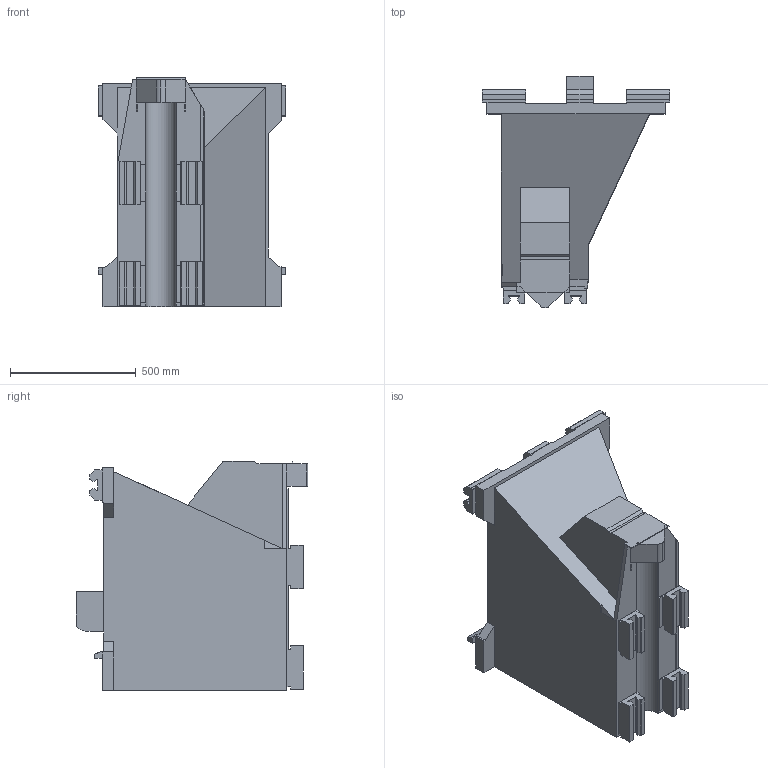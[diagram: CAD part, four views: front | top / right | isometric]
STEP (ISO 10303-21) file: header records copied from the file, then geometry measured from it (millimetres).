
FILE_DESCRIPTION(('FreeCAD Model'),'2;1');
FILE_NAME('Open CASCADE Shape Model','2021-11-13T20:08:08',('Author'),( ''),'Open CASCADE STEP processor 7.4','FreeCAD','Unknown');
FILE_SCHEMA(('CONFIG_CONTROL_DESIGN','SHAPE_APPEARANCE_LAYER_MIM'));
Length unit declared in the file: millimetre
Products named in the file (1): Axe_X
Bounding box: 745.5 x 922.5 x 912.5 mm (x, y, z)
Volume: 265797360.5 mm3; surface area: 3422917.1 mm2
Topology: 1 solids, 1 shells, 291 faces, 852 edges, 566 vertices
Faces by surface type: plane 284, cylinder 7
Entity records: 20583 total; most frequent: CARTESIAN_POINT 3420, DIRECTION 3153, LINE 2528, VECTOR 2528, ORIENTED_EDGE 1704, PCURVE 1704, DEFINITIONAL_REPRESENTATION 1704, EDGE_CURVE 852
